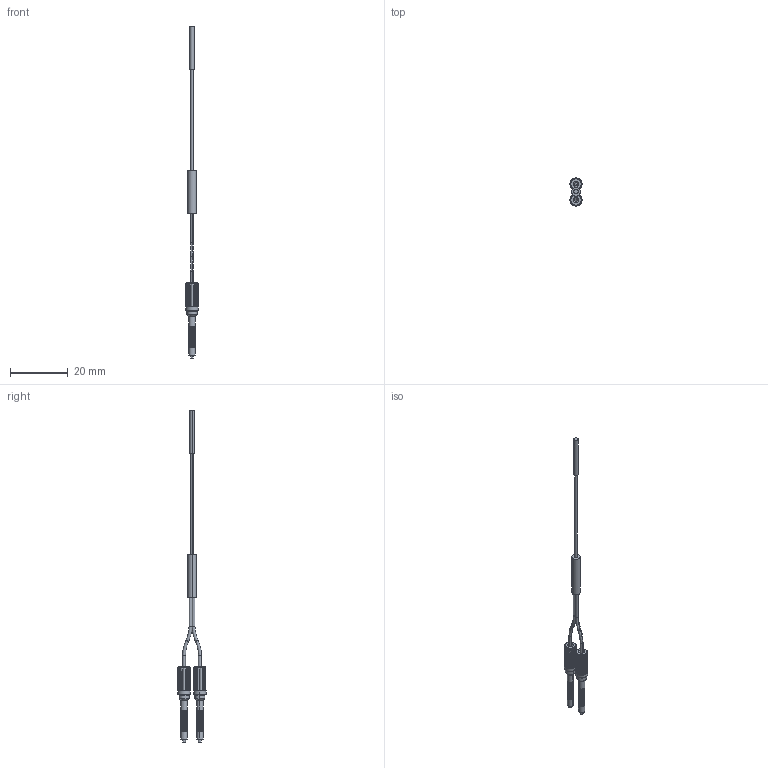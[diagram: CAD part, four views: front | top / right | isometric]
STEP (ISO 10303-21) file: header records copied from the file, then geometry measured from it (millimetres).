
FILE_DESCRIPTION((''),'2;1');
FILE_NAME('PR15Y10_ASM','2020-06-05T14:03:59',('Administrator'),(''),'CREO PARAMETRIC BY PTC INC, 2018400','CREO PARAMETRIC BY PTC INC, 2018400','');
FILE_SCHEMA(('AUTOMOTIVE_DESIGN { 1 0 10303 214 1 1 1 1 }'));
Length unit declared in the file: millimetre
Products named in the file (5): 1_5-15_1XIAN__; 3-15TUG; 10XXX_; JW22_10___; PR15Y10_ASM
Assembly tree (5 placements, depth 2):
  PR15Y10_ASM
    1_5-15_1XIAN__
    3-15TUG
    10XXX_
    JW22_10___  x2
Bounding box: 4.2 x 9.7 x 115 mm (x, y, z)
Volume: 564.1 mm3; surface area: 1646.9 mm2
Topology: 6 solids, 6 shells, 772 faces, 1838 edges, 1084 vertices
Faces by surface type: cylinder 386, plane 218, torus 160, cone 8
Entity records: 12394 total; most frequent: CARTESIAN_POINT 2392, DIRECTION 2326, ORIENTED_EDGE 1904, AXIS2_PLACEMENT_3D 1060, EDGE_CURVE 952, CIRCLE 646, VERTEX_POINT 562, EDGE_LOOP 412
